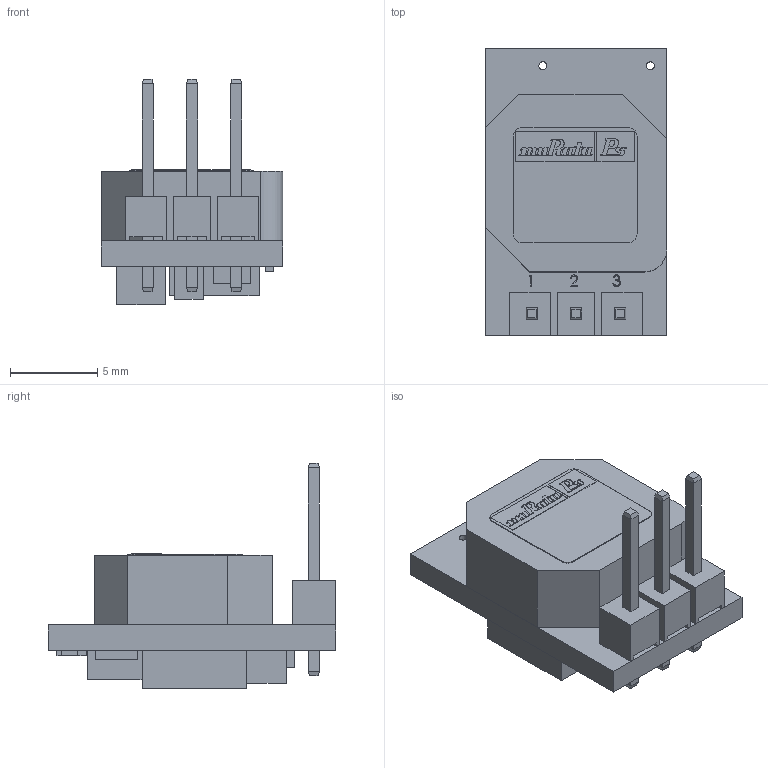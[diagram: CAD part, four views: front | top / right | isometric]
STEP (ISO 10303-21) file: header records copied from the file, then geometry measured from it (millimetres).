
FILE_DESCRIPTION(('none'),'2,1');
FILE_NAME('','Fri Jul 08 05:31:02 2016',('Unknown author'),(''),'HOOPS Exchange','Windows','Unknown authorisation');
FILE_SCHEMA( ('AUTOMOTIVE_DESIGN { 1 0 10303 214 1 1 1 1 }') );
Length unit declared in the file: inch
Products named in the file (2): mps_dcdc_oki_78sr_horiz_a; Default
Assembly tree (1 placements, depth 2):
  mps_dcdc_oki_78sr_horiz_a
    Default
Bounding box: 10.41 x 16.51 x 12.93 mm (x, y, z)
Surface area: 1104.9 mm2 (no closed solid volume)
Topology: 0 solids, 27 shells, 311 faces, 1191 edges, 859 vertices
Faces by surface type: plane 244, cylinder 67
Entity records: 23709 total; most frequent: CARTESIAN_POINT 7090, DIRECTION 2100, DEFINITIONAL_REPRESENTATION 1806, PCURVE 1806, ORIENTED_EDGE 1806, B_SPLINE_CURVE_WITH_KNOTS 1530, EDGE_CURVE 1191, VECTOR 862
